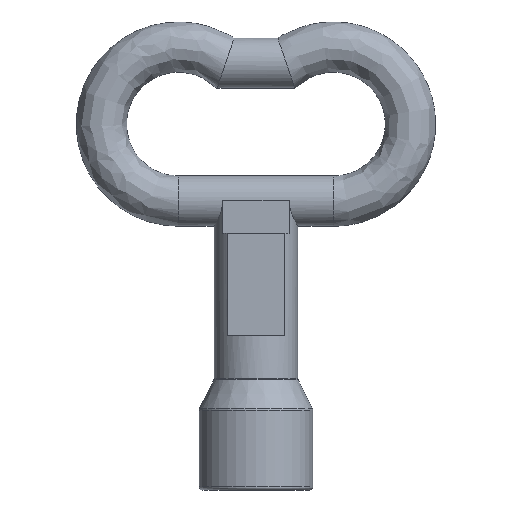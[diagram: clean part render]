
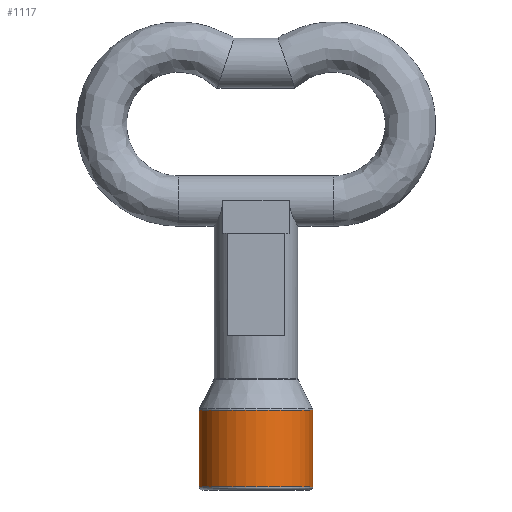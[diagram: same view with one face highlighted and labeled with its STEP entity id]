
A CAD part, front view. The second image highlights one B-rep face of the part: STEP entity #1117.
In plain terms, the highlighted cylindrical face has radius 5.65 mm (diameter 11.3 mm), a partial arc.
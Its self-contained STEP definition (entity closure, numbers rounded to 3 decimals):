
#241 = CARTESIAN_POINT ( 'NONE',  ( -5.65, 0., 0.3 ) ) ;
#431 = EDGE_CURVE ( 'NONE', #3933, #2394, #438, .T. ) ;
#438 = CIRCLE ( 'NONE', #633, 5.65 ) ;
#583 = CARTESIAN_POINT ( 'NONE',  ( 0., 0., 0.3 ) ) ;
#633 = AXIS2_PLACEMENT_3D ( 'NONE', #3607, #3238, #3937 ) ;
#810 = EDGE_CURVE ( 'NONE', #3933, #2786, #1941, .T. ) ;
#825 = CARTESIAN_POINT ( 'NONE',  ( 0., 0., 8. ) ) ;
#1117 = ADVANCED_FACE ( 'NONE', ( #1432 ), #1495, .T. ) ;
#1127 = LINE ( 'NONE', #1729, #1617 ) ;
#1246 = CARTESIAN_POINT ( 'NONE',  ( 5.65, 0., 8. ) ) ;
#1432 = FACE_OUTER_BOUND ( 'NONE', #3742, .T. ) ;
#1495 = CYLINDRICAL_SURFACE ( 'NONE', #2271, 5.65 ) ;
#1617 = VECTOR ( 'NONE', #2682, 1000. ) ;
#1729 = CARTESIAN_POINT ( 'NONE',  ( -5.65, 0., 8. ) ) ;
#1820 = CARTESIAN_POINT ( 'NONE',  ( 5.65, 0., 0.3 ) ) ;
#1832 = DIRECTION ( 'NONE',  ( 1., 0., 0. ) ) ;
#1885 = CIRCLE ( 'NONE', #3907, 5.65 ) ;
#1941 = LINE ( 'NONE', #1246, #3391 ) ;
#2085 = DIRECTION ( 'NONE',  ( 0., 0., -1. ) ) ;
#2271 = AXIS2_PLACEMENT_3D ( 'NONE', #825, #2085, #3932 ) ;
#2359 = CARTESIAN_POINT ( 'NONE',  ( 5.65, 0., 7.929 ) ) ;
#2394 = VERTEX_POINT ( 'NONE', #3990 ) ;
#2682 = DIRECTION ( 'NONE',  ( 0., 0., -1. ) ) ;
#2786 = VERTEX_POINT ( 'NONE', #1820 ) ;
#2816 = ORIENTED_EDGE ( 'NONE', *, *, #3599, .T. ) ;
#2875 = ORIENTED_EDGE ( 'NONE', *, *, #431, .T. ) ;
#3041 = DIRECTION ( 'NONE',  ( 0., 0., 1. ) ) ;
#3238 = DIRECTION ( 'NONE',  ( 0., 0., -1. ) ) ;
#3391 = VECTOR ( 'NONE', #3497, 1000. ) ;
#3488 = ORIENTED_EDGE ( 'NONE', *, *, #810, .F. ) ;
#3497 = DIRECTION ( 'NONE',  ( 0., 0., -1. ) ) ;
#3599 = EDGE_CURVE ( 'NONE', #2394, #3678, #1127, .T. ) ;
#3607 = CARTESIAN_POINT ( 'NONE',  ( 0., 0., 7.929 ) ) ;
#3678 = VERTEX_POINT ( 'NONE', #241 ) ;
#3694 = EDGE_CURVE ( 'NONE', #3678, #2786, #1885, .T. ) ;
#3742 = EDGE_LOOP ( 'NONE', ( #3488, #2875, #2816, #3880 ) ) ;
#3880 = ORIENTED_EDGE ( 'NONE', *, *, #3694, .T. ) ;
#3907 = AXIS2_PLACEMENT_3D ( 'NONE', #583, #3041, #1832 ) ;
#3932 = DIRECTION ( 'NONE',  ( -1., 0., 0. ) ) ;
#3933 = VERTEX_POINT ( 'NONE', #2359 ) ;
#3937 = DIRECTION ( 'NONE',  ( -1., 0., 0. ) ) ;
#3990 = CARTESIAN_POINT ( 'NONE',  ( -5.65, 0., 7.929 ) ) ;
